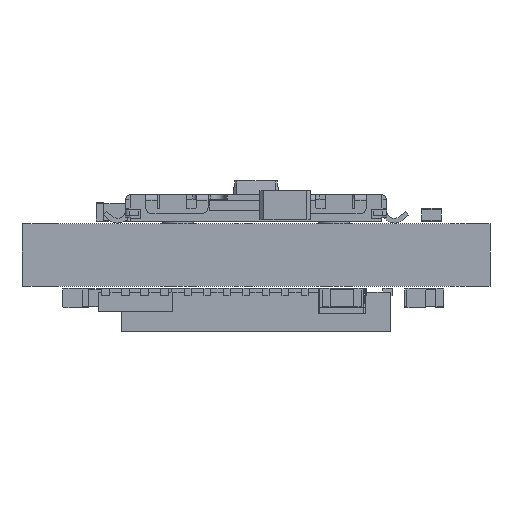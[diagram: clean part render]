
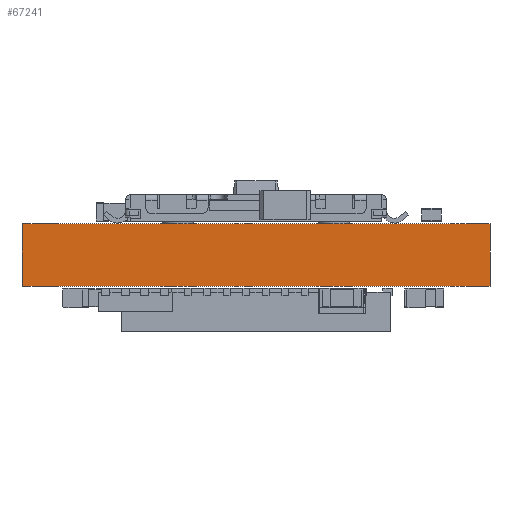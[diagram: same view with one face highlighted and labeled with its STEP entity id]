
A CAD part, front view. The second image highlights one B-rep face of the part: STEP entity #67241.
In plain terms, the highlighted planar face has unit normal (0, -1, 0).
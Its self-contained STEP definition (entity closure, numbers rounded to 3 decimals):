
#67241 = ADVANCED_FACE('',(#67242),#67256,.T.);
#67242 = FACE_BOUND('',#67243,.T.);
#67243 = EDGE_LOOP('',(#67244,#67279,#67307,#67335));
#67244 = ORIENTED_EDGE('',*,*,#67245,.T.);
#67245 = EDGE_CURVE('',#67246,#67248,#67250,.T.);
#67246 = VERTEX_POINT('',#67247);
#67247 = CARTESIAN_POINT('',(146.,-94.,0.));
#67248 = VERTEX_POINT('',#67249);
#67249 = CARTESIAN_POINT('',(146.,-94.,1.6));
#67250 = SURFACE_CURVE('',#67251,(#67255,#67267),.PCURVE_S1.);
#67251 = LINE('',#67252,#67253);
#67252 = CARTESIAN_POINT('',(146.,-94.,0.));
#67253 = VECTOR('',#67254,1.);
#67254 = DIRECTION('',(0.,0.,1.));
#67255 = PCURVE('',#67256,#67261);
#67256 = PLANE('',#67257);
#67257 = AXIS2_PLACEMENT_3D('',#67258,#67259,#67260);
#67258 = CARTESIAN_POINT('',(146.,-94.,0.));
#67259 = DIRECTION('',(0.,-1.,0.));
#67260 = DIRECTION('',(-1.,0.,0.));
#67261 = DEFINITIONAL_REPRESENTATION('',(#67262),#67266);
#67262 = LINE('',#67263,#67264);
#67263 = CARTESIAN_POINT('',(0.,-0.));
#67264 = VECTOR('',#67265,1.);
#67265 = DIRECTION('',(0.,-1.));
#67266 = ( GEOMETRIC_REPRESENTATION_CONTEXT(2) 
PARAMETRIC_REPRESENTATION_CONTEXT() REPRESENTATION_CONTEXT('2D SPACE',''
  ) );
#67267 = PCURVE('',#67268,#67273);
#67268 = PLANE('',#67269);
#67269 = AXIS2_PLACEMENT_3D('',#67270,#67271,#67272);
#67270 = CARTESIAN_POINT('',(146.,-91.,0.));
#67271 = DIRECTION('',(1.,0.,-0.));
#67272 = DIRECTION('',(0.,-1.,0.));
#67273 = DEFINITIONAL_REPRESENTATION('',(#67274),#67278);
#67274 = LINE('',#67275,#67276);
#67275 = CARTESIAN_POINT('',(3.,0.));
#67276 = VECTOR('',#67277,1.);
#67277 = DIRECTION('',(0.,-1.));
#67278 = ( GEOMETRIC_REPRESENTATION_CONTEXT(2) 
PARAMETRIC_REPRESENTATION_CONTEXT() REPRESENTATION_CONTEXT('2D SPACE',''
  ) );
#67279 = ORIENTED_EDGE('',*,*,#67280,.T.);
#67280 = EDGE_CURVE('',#67248,#67281,#67283,.T.);
#67281 = VERTEX_POINT('',#67282);
#67282 = CARTESIAN_POINT('',(134.,-94.,1.6));
#67283 = SURFACE_CURVE('',#67284,(#67288,#67295),.PCURVE_S1.);
#67284 = LINE('',#67285,#67286);
#67285 = CARTESIAN_POINT('',(146.,-94.,1.6));
#67286 = VECTOR('',#67287,1.);
#67287 = DIRECTION('',(-1.,0.,0.));
#67288 = PCURVE('',#67256,#67289);
#67289 = DEFINITIONAL_REPRESENTATION('',(#67290),#67294);
#67290 = LINE('',#67291,#67292);
#67291 = CARTESIAN_POINT('',(0.,-1.6));
#67292 = VECTOR('',#67293,1.);
#67293 = DIRECTION('',(1.,0.));
#67294 = ( GEOMETRIC_REPRESENTATION_CONTEXT(2) 
PARAMETRIC_REPRESENTATION_CONTEXT() REPRESENTATION_CONTEXT('2D SPACE',''
  ) );
#67295 = PCURVE('',#67296,#67301);
#67296 = PLANE('',#67297);
#67297 = AXIS2_PLACEMENT_3D('',#67298,#67299,#67300);
#67298 = CARTESIAN_POINT('',(140.,-84.182,1.6));
#67299 = DIRECTION('',(-0.,-0.,-1.));
#67300 = DIRECTION('',(-1.,0.,0.));
#67301 = DEFINITIONAL_REPRESENTATION('',(#67302),#67306);
#67302 = LINE('',#67303,#67304);
#67303 = CARTESIAN_POINT('',(-6.,-9.818));
#67304 = VECTOR('',#67305,1.);
#67305 = DIRECTION('',(1.,0.));
#67306 = ( GEOMETRIC_REPRESENTATION_CONTEXT(2) 
PARAMETRIC_REPRESENTATION_CONTEXT() REPRESENTATION_CONTEXT('2D SPACE',''
  ) );
#67307 = ORIENTED_EDGE('',*,*,#67308,.F.);
#67308 = EDGE_CURVE('',#67309,#67281,#67311,.T.);
#67309 = VERTEX_POINT('',#67310);
#67310 = CARTESIAN_POINT('',(134.,-94.,0.));
#67311 = SURFACE_CURVE('',#67312,(#67316,#67323),.PCURVE_S1.);
#67312 = LINE('',#67313,#67314);
#67313 = CARTESIAN_POINT('',(134.,-94.,0.));
#67314 = VECTOR('',#67315,1.);
#67315 = DIRECTION('',(0.,0.,1.));
#67316 = PCURVE('',#67256,#67317);
#67317 = DEFINITIONAL_REPRESENTATION('',(#67318),#67322);
#67318 = LINE('',#67319,#67320);
#67319 = CARTESIAN_POINT('',(12.,0.));
#67320 = VECTOR('',#67321,1.);
#67321 = DIRECTION('',(0.,-1.));
#67322 = ( GEOMETRIC_REPRESENTATION_CONTEXT(2) 
PARAMETRIC_REPRESENTATION_CONTEXT() REPRESENTATION_CONTEXT('2D SPACE',''
  ) );
#67323 = PCURVE('',#67324,#67329);
#67324 = PLANE('',#67325);
#67325 = AXIS2_PLACEMENT_3D('',#67326,#67327,#67328);
#67326 = CARTESIAN_POINT('',(134.,-94.,0.));
#67327 = DIRECTION('',(-1.,0.,0.));
#67328 = DIRECTION('',(0.,1.,0.));
#67329 = DEFINITIONAL_REPRESENTATION('',(#67330),#67334);
#67330 = LINE('',#67331,#67332);
#67331 = CARTESIAN_POINT('',(0.,0.));
#67332 = VECTOR('',#67333,1.);
#67333 = DIRECTION('',(0.,-1.));
#67334 = ( GEOMETRIC_REPRESENTATION_CONTEXT(2) 
PARAMETRIC_REPRESENTATION_CONTEXT() REPRESENTATION_CONTEXT('2D SPACE',''
  ) );
#67335 = ORIENTED_EDGE('',*,*,#67336,.F.);
#67336 = EDGE_CURVE('',#67246,#67309,#67337,.T.);
#67337 = SURFACE_CURVE('',#67338,(#67342,#67349),.PCURVE_S1.);
#67338 = LINE('',#67339,#67340);
#67339 = CARTESIAN_POINT('',(146.,-94.,0.));
#67340 = VECTOR('',#67341,1.);
#67341 = DIRECTION('',(-1.,0.,0.));
#67342 = PCURVE('',#67256,#67343);
#67343 = DEFINITIONAL_REPRESENTATION('',(#67344),#67348);
#67344 = LINE('',#67345,#67346);
#67345 = CARTESIAN_POINT('',(0.,-0.));
#67346 = VECTOR('',#67347,1.);
#67347 = DIRECTION('',(1.,0.));
#67348 = ( GEOMETRIC_REPRESENTATION_CONTEXT(2) 
PARAMETRIC_REPRESENTATION_CONTEXT() REPRESENTATION_CONTEXT('2D SPACE',''
  ) );
#67349 = PCURVE('',#67350,#67355);
#67350 = PLANE('',#67351);
#67351 = AXIS2_PLACEMENT_3D('',#67352,#67353,#67354);
#67352 = CARTESIAN_POINT('',(140.,-84.182,0.));
#67353 = DIRECTION('',(-0.,-0.,-1.));
#67354 = DIRECTION('',(-1.,0.,0.));
#67355 = DEFINITIONAL_REPRESENTATION('',(#67356),#67360);
#67356 = LINE('',#67357,#67358);
#67357 = CARTESIAN_POINT('',(-6.,-9.818));
#67358 = VECTOR('',#67359,1.);
#67359 = DIRECTION('',(1.,0.));
#67360 = ( GEOMETRIC_REPRESENTATION_CONTEXT(2) 
PARAMETRIC_REPRESENTATION_CONTEXT() REPRESENTATION_CONTEXT('2D SPACE',''
  ) );
